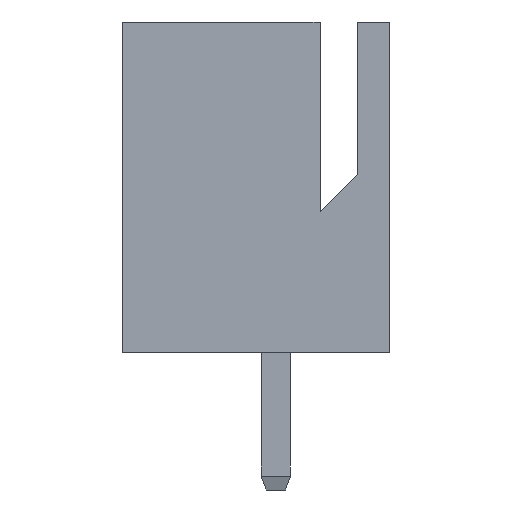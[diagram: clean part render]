
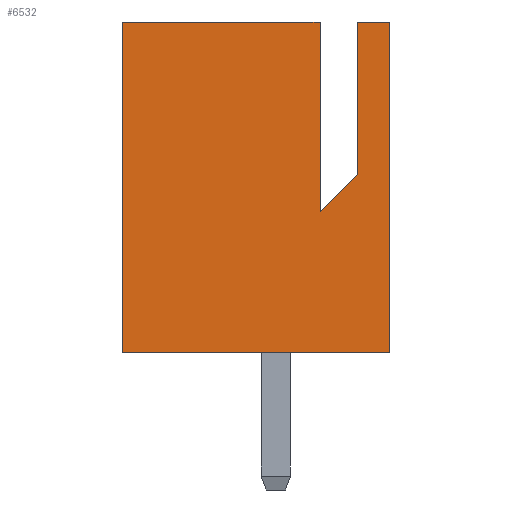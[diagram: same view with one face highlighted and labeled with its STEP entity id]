
A CAD part, left-side view. The second image highlights one B-rep face of the part: STEP entity #6532.
In plain terms, the highlighted planar face has unit normal (-1, 0, 0).
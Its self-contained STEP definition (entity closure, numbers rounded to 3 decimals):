
#201 = LINE ( 'NONE', #4708, #2202 ) ;
#488 = LINE ( 'NONE', #11715, #6952 ) ;
#610 = ORIENTED_EDGE ( 'NONE', *, *, #5111, .T. ) ;
#663 = CARTESIAN_POINT ( 'NONE',  ( -9.837, -2.489, 0.711 ) ) ;
#839 = ORIENTED_EDGE ( 'NONE', *, *, #11844, .F. ) ;
#1151 = DIRECTION ( 'NONE',  ( 0., 0., -1. ) ) ;
#1655 = LINE ( 'NONE', #3972, #6294 ) ;
#1863 = VECTOR ( 'NONE', #1151, 1000. ) ;
#1870 = CARTESIAN_POINT ( 'NONE',  ( -9.837, -1.778, 3.886 ) ) ;
#1887 = EDGE_LOOP ( 'NONE', ( #610, #3575, #12828, #6005, #12955, #839, #3794, #3093 ) ) ;
#2088 = LINE ( 'NONE', #1870, #9074 ) ;
#2138 = DIRECTION ( 'NONE',  ( 0., 1., 0. ) ) ;
#2202 = VECTOR ( 'NONE', #13498, 1000. ) ;
#2531 = EDGE_CURVE ( 'NONE', #5340, #8458, #3387, .T. ) ;
#3093 = ORIENTED_EDGE ( 'NONE', *, *, #11809, .T. ) ;
#3387 = LINE ( 'NONE', #7922, #1863 ) ;
#3575 = ORIENTED_EDGE ( 'NONE', *, *, #8457, .T. ) ;
#3776 = DIRECTION ( 'NONE',  ( 0., 0., -1. ) ) ;
#3794 = ORIENTED_EDGE ( 'NONE', *, *, #7494, .T. ) ;
#3972 = CARTESIAN_POINT ( 'NONE',  ( -9.837, -0.965, 3.073 ) ) ;
#4024 = VERTEX_POINT ( 'NONE', #5207 ) ;
#4183 = VERTEX_POINT ( 'NONE', #10420 ) ;
#4270 = DIRECTION ( 'NONE',  ( 0., 0.707, -0.707 ) ) ;
#4708 = CARTESIAN_POINT ( 'NONE',  ( -9.837, -2.489, 7.214 ) ) ;
#4893 = LINE ( 'NONE', #9506, #5382 ) ;
#5111 = EDGE_CURVE ( 'NONE', #10048, #5529, #2088, .T. ) ;
#5113 = LINE ( 'NONE', #663, #8489 ) ;
#5207 = CARTESIAN_POINT ( 'NONE',  ( -9.837, -2.489, 0. ) ) ;
#5340 = VERTEX_POINT ( 'NONE', #12902 ) ;
#5382 = VECTOR ( 'NONE', #3776, 1000. ) ;
#5529 = VERTEX_POINT ( 'NONE', #14300 ) ;
#6005 = ORIENTED_EDGE ( 'NONE', *, *, #2531, .T. ) ;
#6055 = DIRECTION ( 'NONE',  ( 0., 0., 1. ) ) ;
#6282 = EDGE_CURVE ( 'NONE', #12351, #5340, #488, .T. ) ;
#6294 = VECTOR ( 'NONE', #6055, 1000. ) ;
#6532 = ADVANCED_FACE ( 'NONE', ( #12439 ), #10209, .T. ) ;
#6952 = VECTOR ( 'NONE', #10759, 1000. ) ;
#7487 = DIRECTION ( 'NONE',  ( 0., 0., -1. ) ) ;
#7494 = EDGE_CURVE ( 'NONE', #4183, #10754, #201, .T. ) ;
#7922 = CARTESIAN_POINT ( 'NONE',  ( -9.837, 3.353, 0.711 ) ) ;
#7930 = CARTESIAN_POINT ( 'NONE',  ( -9.837, -1.778, 7.214 ) ) ;
#8435 = CARTESIAN_POINT ( 'NONE',  ( -9.837, 3.353, 0. ) ) ;
#8457 = EDGE_CURVE ( 'NONE', #5529, #12351, #1655, .T. ) ;
#8458 = VERTEX_POINT ( 'NONE', #8435 ) ;
#8489 = VECTOR ( 'NONE', #7487, 1000. ) ;
#9074 = VECTOR ( 'NONE', #4270, 1000. ) ;
#9506 = CARTESIAN_POINT ( 'NONE',  ( -9.837, -1.778, 7.214 ) ) ;
#9527 = DIRECTION ( 'NONE',  ( -1., 0., 0. ) ) ;
#9790 = EDGE_CURVE ( 'NONE', #4024, #8458, #11249, .T. ) ;
#9817 = CARTESIAN_POINT ( 'NONE',  ( -9.837, -0.965, 7.214 ) ) ;
#10048 = VERTEX_POINT ( 'NONE', #12544 ) ;
#10209 = PLANE ( 'NONE',  #14552 ) ;
#10420 = CARTESIAN_POINT ( 'NONE',  ( -9.837, -2.489, 7.214 ) ) ;
#10754 = VERTEX_POINT ( 'NONE', #7930 ) ;
#10759 = DIRECTION ( 'NONE',  ( 0., 1., 0. ) ) ;
#11249 = LINE ( 'NONE', #13689, #13207 ) ;
#11715 = CARTESIAN_POINT ( 'NONE',  ( -9.837, -2.489, 7.214 ) ) ;
#11809 = EDGE_CURVE ( 'NONE', #10754, #10048, #4893, .T. ) ;
#11837 = CARTESIAN_POINT ( 'NONE',  ( -9.837, -2.489, 0.711 ) ) ;
#11844 = EDGE_CURVE ( 'NONE', #4183, #4024, #5113, .T. ) ;
#12351 = VERTEX_POINT ( 'NONE', #9817 ) ;
#12439 = FACE_OUTER_BOUND ( 'NONE', #1887, .T. ) ;
#12544 = CARTESIAN_POINT ( 'NONE',  ( -9.837, -1.778, 3.886 ) ) ;
#12828 = ORIENTED_EDGE ( 'NONE', *, *, #6282, .T. ) ;
#12902 = CARTESIAN_POINT ( 'NONE',  ( -9.837, 3.353, 7.214 ) ) ;
#12955 = ORIENTED_EDGE ( 'NONE', *, *, #9790, .F. ) ;
#13207 = VECTOR ( 'NONE', #2138, 1000. ) ;
#13498 = DIRECTION ( 'NONE',  ( 0., 1., 0. ) ) ;
#13689 = CARTESIAN_POINT ( 'NONE',  ( -9.837, -2.489, 0. ) ) ;
#14215 = DIRECTION ( 'NONE',  ( 0., 0., 1. ) ) ;
#14300 = CARTESIAN_POINT ( 'NONE',  ( -9.837, -0.965, 3.073 ) ) ;
#14552 = AXIS2_PLACEMENT_3D ( 'NONE', #11837, #9527, #14215 ) ;
